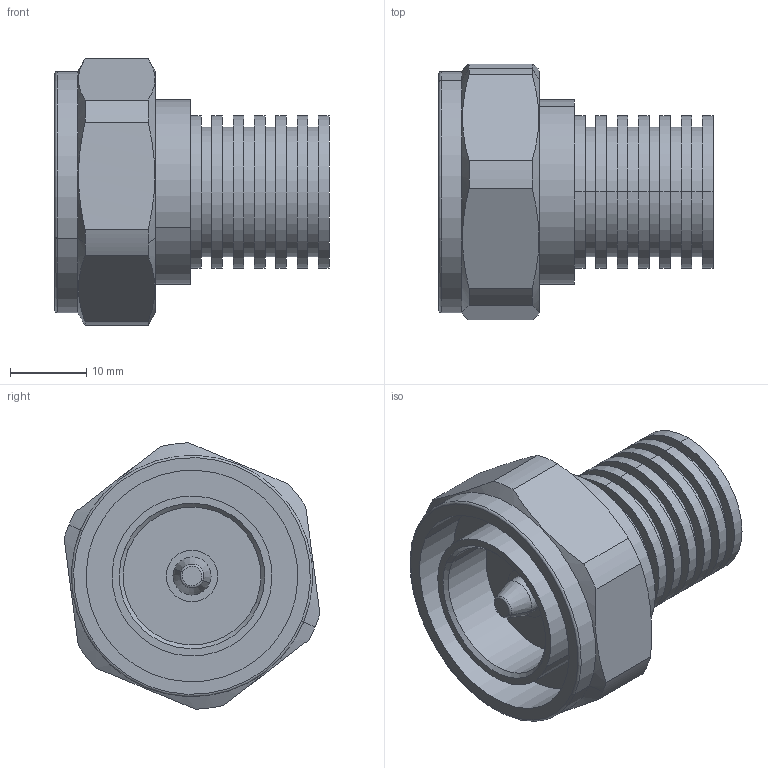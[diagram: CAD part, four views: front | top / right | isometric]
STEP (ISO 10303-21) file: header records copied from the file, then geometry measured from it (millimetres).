
FILE_DESCRIPTION (( 'STEP AP214' ), '1' );
FILE_NAME ('FMTR1180_3D.step', '2024-02-13T20:12:54', ( '' ), ( '' ), 'SwSTEP 2.0', 'SolidWorks 2022', '' );
FILE_SCHEMA (( 'AUTOMOTIVE_DESIGN' ));
Length unit declared in the file: inch
Products named in the file (4): JT-0204-B(2)^L5-6-7M(2)_FMTR1180; FMTR1180_3D; L5-6-7M(2)^FMTR1180; WJ-0222-A(2)^L5-6-7M(2)_FMTR1180
Assembly tree (3 placements, depth 3):
  FMTR1180_3D
    L5-6-7M(2)^FMTR1180
      WJ-0222-A(2)^L5-6-7M(2)_FMTR1180
      JT-0204-B(2)^L5-6-7M(2)_FMTR1180
Bounding box: 36 x 33.59 x 34.99 mm (x, y, z)
Volume: 14888.7 mm3; surface area: 7603.4 mm2
Topology: 2 solids, 2 shells, 87 faces, 183 edges, 118 vertices
Faces by surface type: cylinder 47, plane 28, cone 8, torus 4
Entity records: 2875 total; most frequent: CARTESIAN_POINT 771, DIRECTION 469, ORIENTED_EDGE 366, AXIS2_PLACEMENT_3D 204, EDGE_CURVE 183, VERTEX_POINT 118, CIRCLE 110, EDGE_LOOP 105
